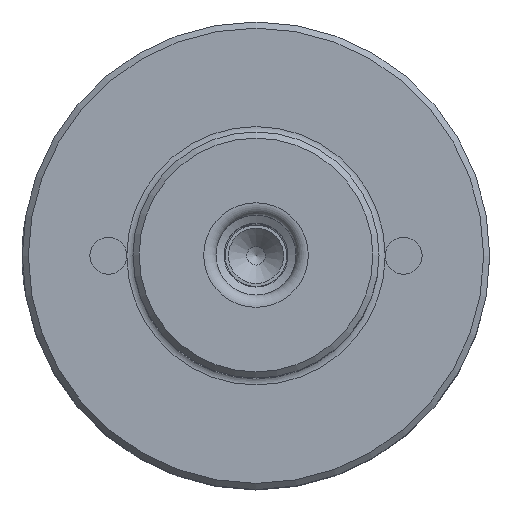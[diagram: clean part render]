
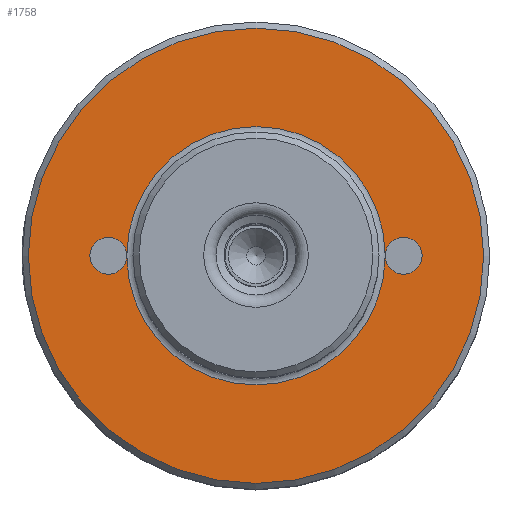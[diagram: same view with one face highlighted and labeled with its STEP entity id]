
A CAD part, top view. The second image highlights one B-rep face of the part: STEP entity #1758.
In plain terms, the highlighted planar face has unit normal (0, 0, 1).
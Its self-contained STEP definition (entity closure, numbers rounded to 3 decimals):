
#51=PLANE('',#1907);
#183=ORIENTED_EDGE('',*,*,#351,.F.);
#184=ORIENTED_EDGE('',*,*,#339,.T.);
#185=ORIENTED_EDGE('',*,*,#350,.F.);
#186=ORIENTED_EDGE('',*,*,#340,.T.);
#187=ORIENTED_EDGE('',*,*,#359,.F.);
#339=EDGE_CURVE('',#443,#443,#544,.T.);
#340=EDGE_CURVE('',#444,#444,#545,.T.);
#350=EDGE_CURVE('',#444,#443,#555,.T.);
#351=EDGE_CURVE('',#443,#444,#556,.T.);
#359=EDGE_CURVE('',#461,#461,#564,.T.);
#443=VERTEX_POINT('',#2530);
#444=VERTEX_POINT('',#2533);
#461=VERTEX_POINT('',#2584);
#544=CIRCLE('',#1872,1.5);
#545=CIRCLE('',#1874,1.5);
#555=CIRCLE('',#1891,10.5);
#556=CIRCLE('',#1892,10.5);
#564=CIRCLE('',#1908,18.5);
#697=EDGE_LOOP('',(#183,#184,#185,#186));
#698=EDGE_LOOP('',(#187));
#897=FACE_BOUND('',#697,.T.);
#898=FACE_BOUND('',#698,.T.);
#1758=ADVANCED_FACE('',(#897,#898),#51,.F.);
#1872=AXIS2_PLACEMENT_3D('',#2529,#2122,#2123);
#1874=AXIS2_PLACEMENT_3D('',#2532,#2126,#2127);
#1891=AXIS2_PLACEMENT_3D('',#2559,#2160,#2161);
#1892=AXIS2_PLACEMENT_3D('',#2560,#2162,#2163);
#1907=AXIS2_PLACEMENT_3D('',#2582,#2192,#2193);
#1908=AXIS2_PLACEMENT_3D('',#2583,#2194,#2195);
#2122=DIRECTION('',(0.,0.,-1.));
#2123=DIRECTION('',(-1.,0.,0.));
#2126=DIRECTION('',(0.,0.,-1.));
#2127=DIRECTION('',(-1.,0.,0.));
#2160=DIRECTION('',(0.,0.,1.));
#2161=DIRECTION('',(1.,0.,0.));
#2162=DIRECTION('',(0.,0.,1.));
#2163=DIRECTION('',(1.,0.,0.));
#2192=DIRECTION('',(0.,0.,-1.));
#2193=DIRECTION('',(-1.,0.,0.));
#2194=DIRECTION('',(0.,0.,-1.));
#2195=DIRECTION('',(-1.,0.,0.));
#2529=CARTESIAN_POINT('',(12.,0.,18.));
#2530=CARTESIAN_POINT('',(10.5,0.,18.));
#2532=CARTESIAN_POINT('',(-12.,0.,18.));
#2533=CARTESIAN_POINT('',(-10.5,0.,18.));
#2559=CARTESIAN_POINT('',(0.,0.,18.));
#2560=CARTESIAN_POINT('',(0.,0.,18.));
#2582=CARTESIAN_POINT('',(19.15,0.,18.));
#2583=CARTESIAN_POINT('',(0.,0.,18.));
#2584=CARTESIAN_POINT('',(-18.5,0.,18.));
